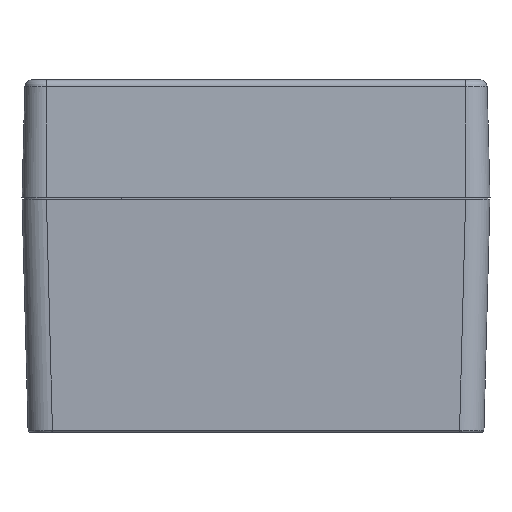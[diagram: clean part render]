
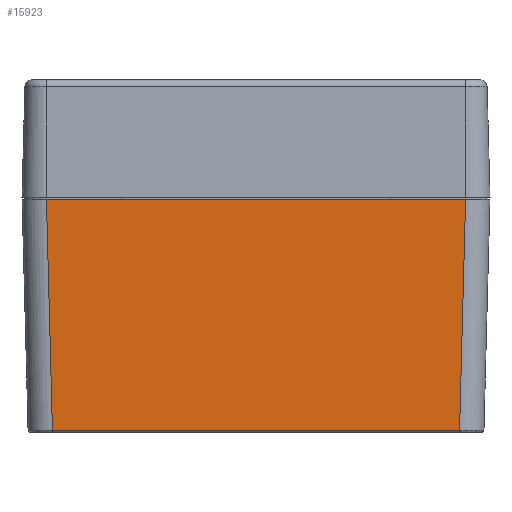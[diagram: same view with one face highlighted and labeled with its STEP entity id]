
A CAD part, front view. The second image highlights one B-rep face of the part: STEP entity #15923.
In plain terms, the highlighted planar face has unit normal (0, -1, -0.026).
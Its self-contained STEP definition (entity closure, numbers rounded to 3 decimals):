
#1455=LINE('',#23611,#2639);
#1485=LINE('',#23880,#2669);
#1486=LINE('',#23883,#2670);
#1487=LINE('',#23884,#2671);
#2639=VECTOR('',#18935,1000.);
#2669=VECTOR('',#19061,1000.);
#2670=VECTOR('',#19064,1000.);
#2671=VECTOR('',#19065,1000.);
#3844=PLANE('',#17169);
#4448=FACE_OUTER_BOUND('',#5461,.T.);
#5461=EDGE_LOOP('',(#11401,#11402,#11403,#11404));
#7196=VERTEX_POINT('',#23590);
#7197=VERTEX_POINT('',#23610);
#7240=VERTEX_POINT('',#23878);
#7241=VERTEX_POINT('',#23882);
#8757=EDGE_CURVE('',#7196,#7197,#1455,.T.);
#8820=EDGE_CURVE('',#7240,#7196,#1485,.T.);
#8821=EDGE_CURVE('',#7240,#7241,#1486,.T.);
#8822=EDGE_CURVE('',#7241,#7197,#1487,.T.);
#11401=ORIENTED_EDGE('',*,*,#8820,.F.);
#11402=ORIENTED_EDGE('',*,*,#8821,.T.);
#11403=ORIENTED_EDGE('',*,*,#8822,.T.);
#11404=ORIENTED_EDGE('',*,*,#8757,.F.);
#15923=ADVANCED_FACE('',(#4448),#3844,.T.);
#17169=AXIS2_PLACEMENT_3D('',#23881,#19062,#19063);
#18935=DIRECTION('',(-1.,0.,0.));
#19061=DIRECTION('',(-0.026,0.026,-0.999));
#19062=DIRECTION('center_axis',(0.,-1.,-0.026));
#19063=DIRECTION('ref_axis',(0.,0.026,-1.));
#19064=DIRECTION('',(-1.,0.,0.));
#19065=DIRECTION('',(0.026,0.026,-0.999));
#23590=CARTESIAN_POINT('',(52.206,-88.454,-44.056));
#23610=CARTESIAN_POINT('',(-52.206,-88.454,-44.056));
#23611=CARTESIAN_POINT('',(-60.065,-88.454,-44.056));
#23878=CARTESIAN_POINT('',(53.752,-90.,15.134));
#23880=CARTESIAN_POINT('',(53.698,-89.946,13.081));
#23881=CARTESIAN_POINT('Origin',(-60.065,-90.065,17.642));
#23882=CARTESIAN_POINT('',(-53.752,-90.,15.134));
#23883=CARTESIAN_POINT('',(-60.065,-90.,15.134));
#23884=CARTESIAN_POINT('',(-53.752,-90.,15.134));
